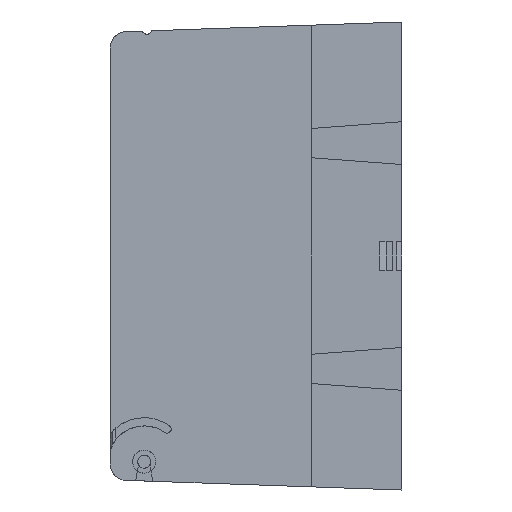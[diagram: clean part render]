
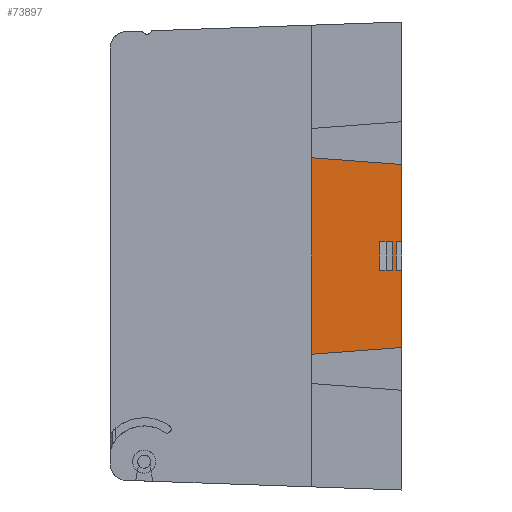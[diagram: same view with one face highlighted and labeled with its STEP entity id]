
A CAD part, left-side view. The second image highlights one B-rep face of the part: STEP entity #73897.
In plain terms, the highlighted planar face has unit normal (1, 0, 0).
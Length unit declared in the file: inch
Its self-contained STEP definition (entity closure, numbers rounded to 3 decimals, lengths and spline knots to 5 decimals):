
#290 = DIRECTION ( 'NONE',  ( 0., 0.997, -0.074 ) ) ;
#2725 = ORIENTED_EDGE ( 'NONE', *, *, #23359, .T. ) ;
#4196 = VERTEX_POINT ( 'NONE', #6125 ) ;
#6125 = CARTESIAN_POINT ( 'NONE',  ( -3.945, 0.26794, 0.175 ) ) ;
#6269 = CARTESIAN_POINT ( 'NONE',  ( -3.945, 0., 0.175 ) ) ;
#7140 = VERTEX_POINT ( 'NONE', #103042 ) ;
#8060 = VERTEX_POINT ( 'NONE', #104480 ) ;
#9433 = DIRECTION ( 'NONE',  ( 0., 0., -1. ) ) ;
#9956 = CARTESIAN_POINT ( 'NONE',  ( -3.945, 0., 0.175 ) ) ;
#12737 = ORIENTED_EDGE ( 'NONE', *, *, #104875, .T. ) ;
#13055 = CARTESIAN_POINT ( 'NONE',  ( -3.945, 0., -0.175 ) ) ;
#13201 = ORIENTED_EDGE ( 'NONE', *, *, #88477, .T. ) ;
#19836 = VECTOR ( 'NONE', #99731, 39.37008 ) ;
#20028 = DIRECTION ( 'NONE',  ( 0., -1., 0. ) ) ;
#22458 = VECTOR ( 'NONE', #66457, 39.37008 ) ;
#22840 = EDGE_CURVE ( 'NONE', #106071, #84709, #54658, .T. ) ;
#23208 = EDGE_CURVE ( 'NONE', #64547, #7140, #38140, .T. ) ;
#23359 = EDGE_CURVE ( 'NONE', #51097, #70310, #49356, .T. ) ;
#24586 = VECTOR ( 'NONE', #20028, 39.37008 ) ;
#25291 = AXIS2_PLACEMENT_3D ( 'NONE', #87227, #31474, #96584 ) ;
#27199 = LINE ( 'NONE', #92638, #24586 ) ;
#28315 = LINE ( 'NONE', #115313, #77757 ) ;
#28549 = DIRECTION ( 'NONE',  ( 0., 1., 0. ) ) ;
#31474 = DIRECTION ( 'NONE',  ( 1., 0., 0. ) ) ;
#31644 = EDGE_CURVE ( 'NONE', #90150, #8060, #67985, .T. ) ;
#32534 = VECTOR ( 'NONE', #84073, 39.37008 ) ;
#32641 = LINE ( 'NONE', #73451, #32534 ) ;
#34425 = EDGE_CURVE ( 'NONE', #8060, #4196, #32641, .T. ) ;
#34930 = ORIENTED_EDGE ( 'NONE', *, *, #22840, .T. ) ;
#35529 = EDGE_CURVE ( 'NONE', #4196, #97021, #83066, .T. ) ;
#36558 = FACE_OUTER_BOUND ( 'NONE', #44486, .T. ) ;
#36785 = EDGE_CURVE ( 'NONE', #97021, #90150, #27199, .T. ) ;
#36920 = CARTESIAN_POINT ( 'NONE',  ( -3.945, 0.065, 6.44233 ) ) ;
#38140 = LINE ( 'NONE', #67010, #22458 ) ;
#44486 = EDGE_LOOP ( 'NONE', ( #63167, #34930, #13201, #59211, #12737, #2725, #114697, #90180 ) ) ;
#45484 = VERTEX_POINT ( 'NONE', #79041 ) ;
#46417 = LINE ( 'NONE', #9956, #95956 ) ;
#47052 = VECTOR ( 'NONE', #290, 39.37008 ) ;
#49356 = LINE ( 'NONE', #59558, #74829 ) ;
#51097 = VERTEX_POINT ( 'NONE', #65783 ) ;
#52016 = VECTOR ( 'NONE', #119154, 39.37008 ) ;
#52179 = DIRECTION ( 'NONE',  ( 0., 0., -1. ) ) ;
#53035 = VECTOR ( 'NONE', #9433, 39.37008 ) ;
#53109 = CARTESIAN_POINT ( 'NONE',  ( -3.945, 0., -1.115 ) ) ;
#54150 = CARTESIAN_POINT ( 'NONE',  ( -3.945, 0., -0.175 ) ) ;
#54658 = LINE ( 'NONE', #110452, #19836 ) ;
#55073 = LINE ( 'NONE', #54150, #52016 ) ;
#55794 = CARTESIAN_POINT ( 'NONE',  ( -3.945, 0., -1.115 ) ) ;
#56344 = EDGE_LOOP ( 'NONE', ( #118661, #108432, #116160, #94494 ) ) ;
#59190 = DIRECTION ( 'NONE',  ( 0., 0., -1. ) ) ;
#59211 = ORIENTED_EDGE ( 'NONE', *, *, #23208, .F. ) ;
#59558 = CARTESIAN_POINT ( 'NONE',  ( -3.945, 0., 6.44233 ) ) ;
#59630 = DIRECTION ( 'NONE',  ( 0., -0.997, -0.074 ) ) ;
#63167 = ORIENTED_EDGE ( 'NONE', *, *, #86574, .T. ) ;
#64547 = VERTEX_POINT ( 'NONE', #84554 ) ;
#65783 = CARTESIAN_POINT ( 'NONE',  ( -3.945, 0., 1.115 ) ) ;
#66457 = DIRECTION ( 'NONE',  ( 0., 0., -1. ) ) ;
#67010 = CARTESIAN_POINT ( 'NONE',  ( -3.945, 1.1, 6.44233 ) ) ;
#67985 = LINE ( 'NONE', #93855, #107484 ) ;
#70310 = VERTEX_POINT ( 'NONE', #6269 ) ;
#73451 = CARTESIAN_POINT ( 'NONE',  ( -3.945, 0., 0.175 ) ) ;
#73897 = ADVANCED_FACE ( 'NONE', ( #103677, #36558 ), #86838, .T. ) ;
#74829 = VECTOR ( 'NONE', #59190, 39.37008 ) ;
#77757 = VECTOR ( 'NONE', #59630, 39.37008 ) ;
#79041 = CARTESIAN_POINT ( 'NONE',  ( -3.945, 0.065, -0.175 ) ) ;
#83066 = LINE ( 'NONE', #100536, #83530 ) ;
#83530 = VECTOR ( 'NONE', #52179, 39.37008 ) ;
#84073 = DIRECTION ( 'NONE',  ( 0., 1., 0. ) ) ;
#84554 = CARTESIAN_POINT ( 'NONE',  ( -3.945, 1.1, 1.19653 ) ) ;
#84709 = VERTEX_POINT ( 'NONE', #53109 ) ;
#86574 = EDGE_CURVE ( 'NONE', #45484, #106071, #55073, .T. ) ;
#86838 = PLANE ( 'NONE',  #25291 ) ;
#87227 = CARTESIAN_POINT ( 'NONE',  ( -3.945, 0., 6.44233 ) ) ;
#88477 = EDGE_CURVE ( 'NONE', #84709, #7140, #96545, .T. ) ;
#90150 = VERTEX_POINT ( 'NONE', #107502 ) ;
#90180 = ORIENTED_EDGE ( 'NONE', *, *, #106922, .T. ) ;
#92638 = CARTESIAN_POINT ( 'NONE',  ( -3.945, 0., -0.175 ) ) ;
#93855 = CARTESIAN_POINT ( 'NONE',  ( -3.945, 0.115, 6.44233 ) ) ;
#94411 = DIRECTION ( 'NONE',  ( 0., 0., 1. ) ) ;
#94494 = ORIENTED_EDGE ( 'NONE', *, *, #34425, .T. ) ;
#95956 = VECTOR ( 'NONE', #28549, 39.37008 ) ;
#96207 = CARTESIAN_POINT ( 'NONE',  ( -3.945, 0.26794, -0.175 ) ) ;
#96545 = LINE ( 'NONE', #55794, #47052 ) ;
#96584 = DIRECTION ( 'NONE',  ( 0., 0., -1. ) ) ;
#97021 = VERTEX_POINT ( 'NONE', #96207 ) ;
#99731 = DIRECTION ( 'NONE',  ( 0., 0., -1. ) ) ;
#100536 = CARTESIAN_POINT ( 'NONE',  ( -3.945, 0.26794, 6.44233 ) ) ;
#102680 = LINE ( 'NONE', #36920, #53035 ) ;
#103042 = CARTESIAN_POINT ( 'NONE',  ( -3.945, 1.1, -1.19653 ) ) ;
#103677 = FACE_BOUND ( 'NONE', #56344, .T. ) ;
#104480 = CARTESIAN_POINT ( 'NONE',  ( -3.945, 0.115, 0.175 ) ) ;
#104875 = EDGE_CURVE ( 'NONE', #64547, #51097, #28315, .T. ) ;
#105355 = EDGE_CURVE ( 'NONE', #70310, #109951, #46417, .T. ) ;
#106071 = VERTEX_POINT ( 'NONE', #13055 ) ;
#106922 = EDGE_CURVE ( 'NONE', #109951, #45484, #102680, .T. ) ;
#107484 = VECTOR ( 'NONE', #94411, 39.37008 ) ;
#107502 = CARTESIAN_POINT ( 'NONE',  ( -3.945, 0.115, -0.175 ) ) ;
#108432 = ORIENTED_EDGE ( 'NONE', *, *, #36785, .T. ) ;
#109951 = VERTEX_POINT ( 'NONE', #116726 ) ;
#110452 = CARTESIAN_POINT ( 'NONE',  ( -3.945, 0., 6.44233 ) ) ;
#114697 = ORIENTED_EDGE ( 'NONE', *, *, #105355, .T. ) ;
#115313 = CARTESIAN_POINT ( 'NONE',  ( -3.945, 1.1, 1.19653 ) ) ;
#116160 = ORIENTED_EDGE ( 'NONE', *, *, #31644, .T. ) ;
#116726 = CARTESIAN_POINT ( 'NONE',  ( -3.945, 0.065, 0.175 ) ) ;
#118661 = ORIENTED_EDGE ( 'NONE', *, *, #35529, .T. ) ;
#119154 = DIRECTION ( 'NONE',  ( 0., -1., 0. ) ) ;
